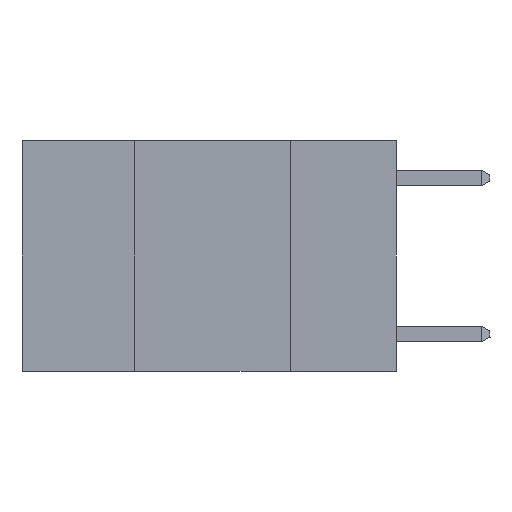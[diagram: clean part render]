
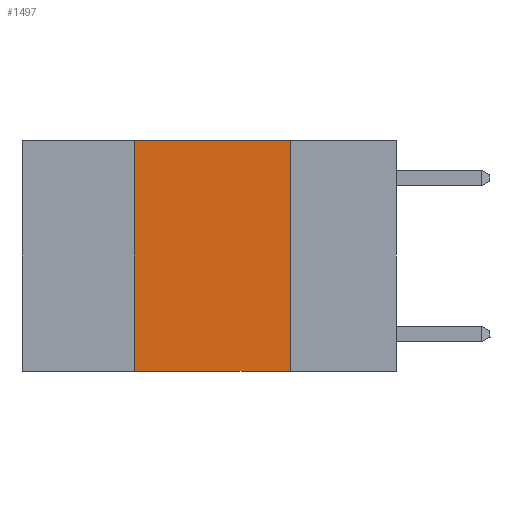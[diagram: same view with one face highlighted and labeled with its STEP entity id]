
A CAD part, left-side view. The second image highlights one B-rep face of the part: STEP entity #1497.
In plain terms, the highlighted planar face has unit normal (-1, 0, 0).
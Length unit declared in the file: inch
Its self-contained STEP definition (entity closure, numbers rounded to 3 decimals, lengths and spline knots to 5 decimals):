
#158 = CARTESIAN_POINT ( 'NONE',  ( 0., 0.42, 0. ) ) ;
#636 = LINE ( 'NONE', #5462, #14479 ) ;
#1497 = ADVANCED_FACE ( 'NONE', ( #9620 ), #16381, .F. ) ;
#1655 = EDGE_LOOP ( 'NONE', ( #20294, #11197, #18123, #19117 ) ) ;
#3364 = EDGE_CURVE ( 'NONE', #8087, #18900, #6723, .T. ) ;
#3388 = CARTESIAN_POINT ( 'NONE',  ( 0., 0.42, -0.37 ) ) ;
#3632 = DIRECTION ( 'NONE',  ( 0., -1., 0. ) ) ;
#5231 = CARTESIAN_POINT ( 'NONE',  ( 0., 0.17, -0.37 ) ) ;
#5462 = CARTESIAN_POINT ( 'NONE',  ( 0., 0.6, -0.37 ) ) ;
#6723 = LINE ( 'NONE', #10452, #6925 ) ;
#6925 = VECTOR ( 'NONE', #20856, 39.37008 ) ;
#8087 = VERTEX_POINT ( 'NONE', #19664 ) ;
#8192 = EDGE_CURVE ( 'NONE', #22393, #17393, #18980, .T. ) ;
#8234 = CARTESIAN_POINT ( 'NONE',  ( 0., 0.42, 0. ) ) ;
#9328 = DIRECTION ( 'NONE',  ( 0., 0., 1. ) ) ;
#9620 = FACE_OUTER_BOUND ( 'NONE', #1655, .T. ) ;
#10452 = CARTESIAN_POINT ( 'NONE',  ( 0., 0.17, 0. ) ) ;
#11197 = ORIENTED_EDGE ( 'NONE', *, *, #17804, .F. ) ;
#13921 = LINE ( 'NONE', #20102, #22492 ) ;
#14479 = VECTOR ( 'NONE', #3632, 39.37008 ) ;
#15226 = AXIS2_PLACEMENT_3D ( 'NONE', #17083, #15646, #15574 ) ;
#15574 = DIRECTION ( 'NONE',  ( 0., 0., -1. ) ) ;
#15646 = DIRECTION ( 'NONE',  ( 1., 0., 0. ) ) ;
#16381 = PLANE ( 'NONE',  #15226 ) ;
#17083 = CARTESIAN_POINT ( 'NONE',  ( 0., 0.6, 0. ) ) ;
#17393 = VERTEX_POINT ( 'NONE', #8234 ) ;
#17804 = EDGE_CURVE ( 'NONE', #17393, #8087, #13921, .T. ) ;
#18123 = ORIENTED_EDGE ( 'NONE', *, *, #8192, .F. ) ;
#18696 = VECTOR ( 'NONE', #9328, 39.37008 ) ;
#18900 = VERTEX_POINT ( 'NONE', #5231 ) ;
#18980 = LINE ( 'NONE', #158, #18696 ) ;
#19117 = ORIENTED_EDGE ( 'NONE', *, *, #22534, .T. ) ;
#19664 = CARTESIAN_POINT ( 'NONE',  ( 0., 0.17, 0. ) ) ;
#20102 = CARTESIAN_POINT ( 'NONE',  ( 0., 0.6, 0. ) ) ;
#20294 = ORIENTED_EDGE ( 'NONE', *, *, #3364, .F. ) ;
#20856 = DIRECTION ( 'NONE',  ( 0., 0., -1. ) ) ;
#21731 = DIRECTION ( 'NONE',  ( 0., -1., 0. ) ) ;
#22393 = VERTEX_POINT ( 'NONE', #3388 ) ;
#22492 = VECTOR ( 'NONE', #21731, 39.37008 ) ;
#22534 = EDGE_CURVE ( 'NONE', #22393, #18900, #636, .T. ) ;
